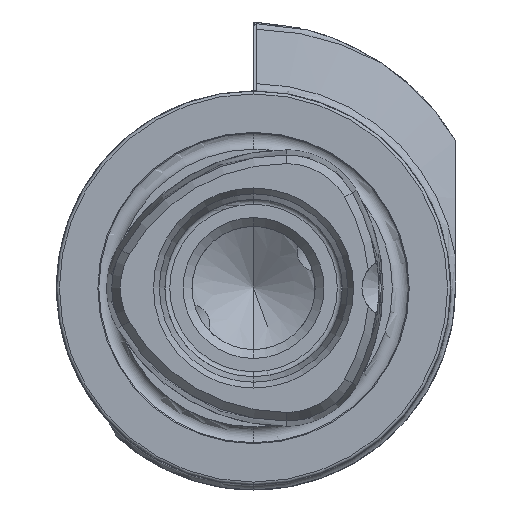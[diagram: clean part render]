
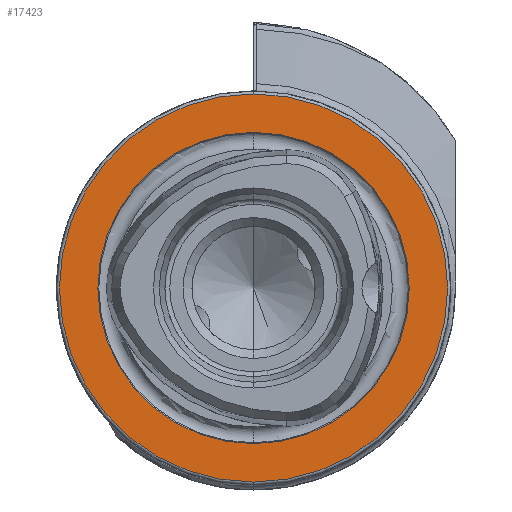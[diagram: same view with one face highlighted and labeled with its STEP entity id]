
A CAD part, left-side view. The second image highlights one B-rep face of the part: STEP entity #17423.
In plain terms, the highlighted planar face has unit normal (-1, 0, 0).
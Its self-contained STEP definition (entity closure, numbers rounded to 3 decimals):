
#475 = AXIS2_PLACEMENT_3D ( 'NONE', #6796, #15711, #17811 ) ;
#550 = ORIENTED_EDGE ( 'NONE', *, *, #10313, .T. ) ;
#2612 = CIRCLE ( 'NONE', #15925, 15.8 ) ;
#2700 = PLANE ( 'NONE',  #12974 ) ;
#2741 = EDGE_CURVE ( 'NONE', #4799, #8361, #18133, .T. ) ;
#2971 = DIRECTION ( 'NONE',  ( 1., 0., 0. ) ) ;
#3549 = DIRECTION ( 'NONE',  ( 0., 0., 1. ) ) ;
#3733 = DIRECTION ( 'NONE',  ( 0., 0., 1. ) ) ;
#4799 = VERTEX_POINT ( 'NONE', #18607 ) ;
#4953 = EDGE_CURVE ( 'NONE', #14834, #5514, #18218, .T. ) ;
#5514 = VERTEX_POINT ( 'NONE', #10495 ) ;
#5582 = EDGE_CURVE ( 'NONE', #8361, #4799, #2612, .T. ) ;
#5900 = FACE_OUTER_BOUND ( 'NONE', #6674, .T. ) ;
#5982 = CARTESIAN_POINT ( 'NONE',  ( 0., 0., 19.7 ) ) ;
#6475 = CARTESIAN_POINT ( 'NONE',  ( 0., 0., 0. ) ) ;
#6674 = EDGE_LOOP ( 'NONE', ( #15532, #550 ) ) ;
#6796 = CARTESIAN_POINT ( 'NONE',  ( 0., 0., 0. ) ) ;
#7164 = CARTESIAN_POINT ( 'NONE',  ( 0., 15.8, 0. ) ) ;
#8002 = CIRCLE ( 'NONE', #18848, 19.7 ) ;
#8237 = DIRECTION ( 'NONE',  ( 0., 0., 1. ) ) ;
#8361 = VERTEX_POINT ( 'NONE', #13504 ) ;
#10069 = CARTESIAN_POINT ( 'NONE',  ( 0., 0., 0. ) ) ;
#10313 = EDGE_CURVE ( 'NONE', #5514, #14834, #8002, .T. ) ;
#10495 = CARTESIAN_POINT ( 'NONE',  ( 0., 0., -19.7 ) ) ;
#11093 = DIRECTION ( 'NONE',  ( -1., 0., 0. ) ) ;
#11515 = FACE_BOUND ( 'NONE', #16597, .T. ) ;
#12974 = AXIS2_PLACEMENT_3D ( 'NONE', #7164, #2971, #17707 ) ;
#13504 = CARTESIAN_POINT ( 'NONE',  ( 0., 0., 15.8 ) ) ;
#13810 = ORIENTED_EDGE ( 'NONE', *, *, #2741, .F. ) ;
#14252 = DIRECTION ( 'NONE',  ( -1., 0., 0. ) ) ;
#14819 = AXIS2_PLACEMENT_3D ( 'NONE', #6475, #16833, #3549 ) ;
#14834 = VERTEX_POINT ( 'NONE', #5982 ) ;
#15532 = ORIENTED_EDGE ( 'NONE', *, *, #4953, .T. ) ;
#15711 = DIRECTION ( 'NONE',  ( -1., 0., 0. ) ) ;
#15925 = AXIS2_PLACEMENT_3D ( 'NONE', #10069, #14252, #8237 ) ;
#16597 = EDGE_LOOP ( 'NONE', ( #17646, #13810 ) ) ;
#16833 = DIRECTION ( 'NONE',  ( -1., 0., 0. ) ) ;
#17423 = ADVANCED_FACE ( 'NONE', ( #11515, #5900 ), #2700, .F. ) ;
#17646 = ORIENTED_EDGE ( 'NONE', *, *, #5582, .F. ) ;
#17707 = DIRECTION ( 'NONE',  ( 0., 0., -1. ) ) ;
#17811 = DIRECTION ( 'NONE',  ( 0., 0., 1. ) ) ;
#18133 = CIRCLE ( 'NONE', #475, 15.8 ) ;
#18218 = CIRCLE ( 'NONE', #14819, 19.7 ) ;
#18472 = CARTESIAN_POINT ( 'NONE',  ( 0., 0., 0. ) ) ;
#18607 = CARTESIAN_POINT ( 'NONE',  ( 0., 0., -15.8 ) ) ;
#18848 = AXIS2_PLACEMENT_3D ( 'NONE', #18472, #11093, #3733 ) ;
